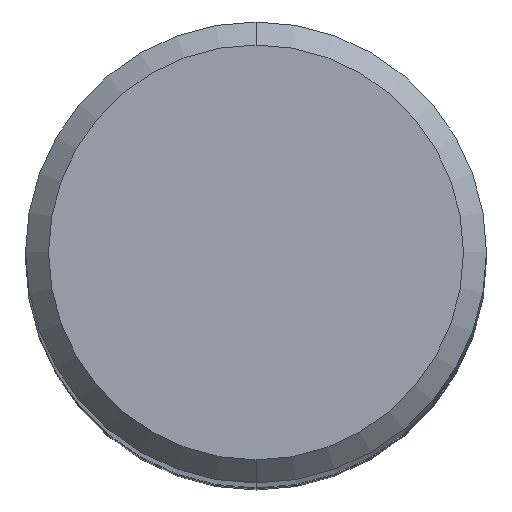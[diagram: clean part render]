
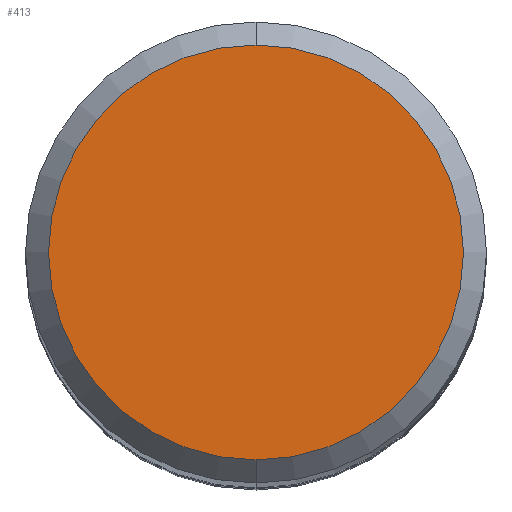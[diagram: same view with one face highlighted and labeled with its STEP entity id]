
A CAD part, top view. The second image highlights one B-rep face of the part: STEP entity #413.
In plain terms, the highlighted planar face has unit normal (0, 0, 1).
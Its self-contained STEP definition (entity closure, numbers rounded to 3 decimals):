
#337=VERTEX_POINT('',#670);
#413=ADVANCED_FACE('',(#753),#754,.T.);
#421=VERTEX_POINT('',#762);
#435=EDGE_CURVE('',#337,#421,#777,.T.);
#469=EDGE_CURVE('',#421,#337,#817,.T.);
#670=CARTESIAN_POINT('',(0.,-3.6,0.0));
#753=FACE_OUTER_BOUND('',#1347,.T.);
#754=PLANE('',#1348);
#762=CARTESIAN_POINT('',(0.0,3.6,0.0));
#777=CIRCLE('',#1403,3.6);
#817=CIRCLE('',#1469,3.6);
#1347=EDGE_LOOP('',(#1786,#1787));
#1348=AXIS2_PLACEMENT_3D('',#1788,#1789,#1790);
#1403=AXIS2_PLACEMENT_3D('',#1806,#1807,#1808);
#1469=AXIS2_PLACEMENT_3D('',#1854,#1855,#1856);
#1786=ORIENTED_EDGE('',*,*,#469,.F.);
#1787=ORIENTED_EDGE('',*,*,#435,.F.);
#1788=CARTESIAN_POINT('',(0.0,1.8,0.0));
#1789=DIRECTION('',(-0.0,0.0,1.0));
#1790=DIRECTION('',(0.0,-1.0,0.0));
#1806=CARTESIAN_POINT('',(0.0,0.0,0.0));
#1807=DIRECTION('',(0.0,0.0,-1.0));
#1808=DIRECTION('',(0.0,1.0,0.0));
#1854=CARTESIAN_POINT('',(0.0,0.0,0.0));
#1855=DIRECTION('',(0.0,0.0,-1.0));
#1856=DIRECTION('',(0.0,1.0,0.0));
